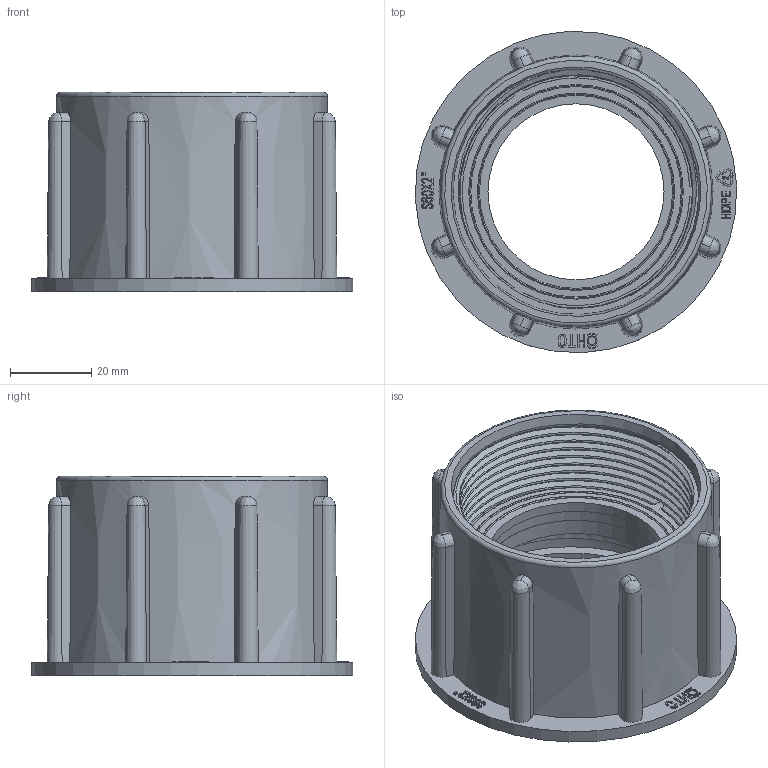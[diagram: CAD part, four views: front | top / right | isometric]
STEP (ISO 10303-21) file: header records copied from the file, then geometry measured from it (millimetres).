
FILE_DESCRIPTION(/* description */ (''),/* implementation_level */ '2;1');
FILE_NAME(/* name */ 'IB0002.S60.063_S60x2_20251227_1758.stp',/* time_stamp */ '2025-12-27T17:58:23+08:00',/* author */ (''),/* organization */ (''),/* preprocessor_version */ 'ST-DEVELOPER v16.7',/* originating_system */ 'SIEMENS PLM Software NX 12.0',/* authorisation */ '');
FILE_SCHEMA (('AP203_CONFIGURATION_CONTROLLED_3D_DESIGN_OF_MECHANICAL_PARTS_AND_ASSEMBLIES_MIM_LF { 1 0 10303 403 2 1 2}'));
Length unit declared in the file: millimetre
Products named in the file (1): Admi3DFCC5BBx8s8
Bounding box: 79.12 x 79.12 x 49.1 mm (x, y, z)
Volume: 62429.7 mm3; surface area: 38703.1 mm2
Topology: 3 solids, 3 shells, 859 faces, 2430 edges, 1622 vertices
Faces by surface type: plane 670, extrusion 77, cylinder 45, cone 43, bspline 14, torus 5, sphere 5
Full cylindrical faces by diameter (mm): 1.946 x1, 2.465 x1, 43.36 x1, 45 x2, 47.6 x1, 48.62 x1, 51.85 x1, 52.87 x1, 55.5 x2, 56.11 x1, 57.2 x1, 60.5 x1, 62 x1, 79.2 x1
Entity records: 38049 total; most frequent: CARTESIAN_POINT 10404, ORIENTED_EDGE 4780, DIRECTION 3944, EDGE_CURVE 2390, VECTOR 1962, LINE 1885, VERTEX_POINT 1611, AXIS2_PLACEMENT_3D 991
